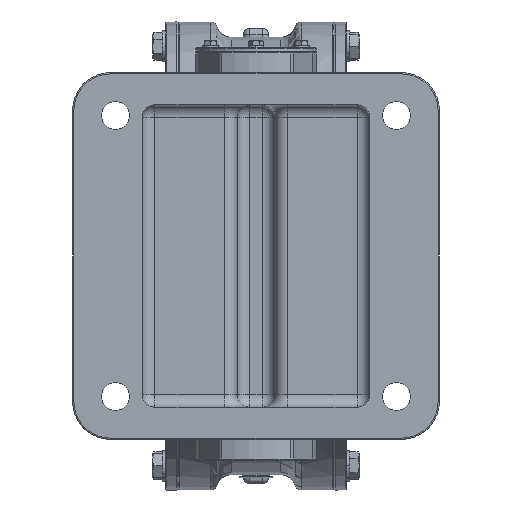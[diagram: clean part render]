
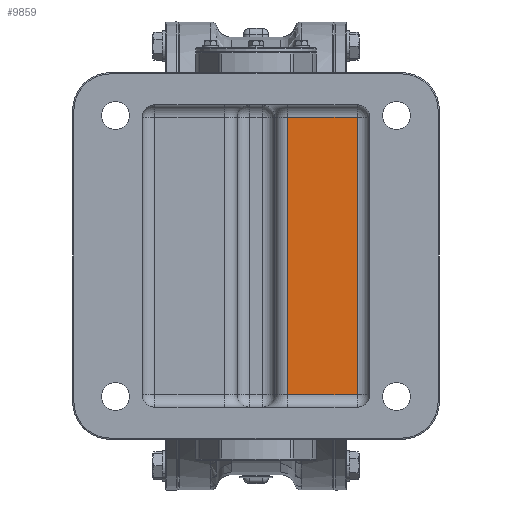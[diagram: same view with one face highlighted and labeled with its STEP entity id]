
A CAD part, front view. The second image highlights one B-rep face of the part: STEP entity #9859.
In plain terms, the highlighted planar face has unit normal (0, -1, 0).
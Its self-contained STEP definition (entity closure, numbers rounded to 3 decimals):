
#735 = CARTESIAN_POINT ( 'NONE',  ( 25., -259.9, -109.5 ) ) ;
#1490 = VERTEX_POINT ( 'NONE', #53336 ) ;
#5271 = DIRECTION ( 'NONE',  ( 1., 0., 0. ) ) ;
#6950 = LINE ( 'NONE', #26069, #18280 ) ;
#8246 = ORIENTED_EDGE ( 'NONE', *, *, #35102, .T. ) ;
#9859 = ADVANCED_FACE ( 'NONE', ( #40115 ), #14441, .T. ) ;
#10310 = CARTESIAN_POINT ( 'NONE',  ( -90., -259.9, -119.5 ) ) ;
#12119 = EDGE_CURVE ( 'NONE', #21216, #1490, #33210, .T. ) ;
#14441 = PLANE ( 'NONE',  #30019 ) ;
#18028 = CARTESIAN_POINT ( 'NONE',  ( 80., -259.9, 109.5 ) ) ;
#18280 = VECTOR ( 'NONE', #25700, 1000. ) ;
#19039 = DIRECTION ( 'NONE',  ( 1., 0., 0. ) ) ;
#19818 = CARTESIAN_POINT ( 'NONE',  ( 80., -259.9, -119.5 ) ) ;
#21216 = VERTEX_POINT ( 'NONE', #735 ) ;
#23292 = VECTOR ( 'NONE', #41436, 1000. ) ;
#23954 = ORIENTED_EDGE ( 'NONE', *, *, #12119, .T. ) ;
#25700 = DIRECTION ( 'NONE',  ( -1., 0., 0. ) ) ;
#26069 = CARTESIAN_POINT ( 'NONE',  ( -90., -259.9, 109.5 ) ) ;
#30019 = AXIS2_PLACEMENT_3D ( 'NONE', #10310, #40000, #5271 ) ;
#31989 = VERTEX_POINT ( 'NONE', #18028 ) ;
#32194 = LINE ( 'NONE', #36616, #52325 ) ;
#32477 = DIRECTION ( 'NONE',  ( 0., 0., -1. ) ) ;
#33210 = LINE ( 'NONE', #44612, #51978 ) ;
#35102 = EDGE_CURVE ( 'NONE', #31989, #35286, #6950, .T. ) ;
#35286 = VERTEX_POINT ( 'NONE', #39521 ) ;
#36616 = CARTESIAN_POINT ( 'NONE',  ( 25., -259.9, -119.5 ) ) ;
#36666 = ORIENTED_EDGE ( 'NONE', *, *, #52136, .T. ) ;
#39383 = EDGE_CURVE ( 'NONE', #1490, #31989, #50014, .T. ) ;
#39521 = CARTESIAN_POINT ( 'NONE',  ( 25., -259.9, 109.5 ) ) ;
#40000 = DIRECTION ( 'NONE',  ( 0., -1., 0. ) ) ;
#40115 = FACE_OUTER_BOUND ( 'NONE', #41188, .T. ) ;
#41188 = EDGE_LOOP ( 'NONE', ( #36666, #23954, #53625, #8246 ) ) ;
#41436 = DIRECTION ( 'NONE',  ( 0., 0., 1. ) ) ;
#44612 = CARTESIAN_POINT ( 'NONE',  ( -90., -259.9, -109.5 ) ) ;
#50014 = LINE ( 'NONE', #19818, #23292 ) ;
#51978 = VECTOR ( 'NONE', #19039, 1000. ) ;
#52136 = EDGE_CURVE ( 'NONE', #35286, #21216, #32194, .T. ) ;
#52325 = VECTOR ( 'NONE', #32477, 1000. ) ;
#53336 = CARTESIAN_POINT ( 'NONE',  ( 80., -259.9, -109.5 ) ) ;
#53625 = ORIENTED_EDGE ( 'NONE', *, *, #39383, .T. ) ;
